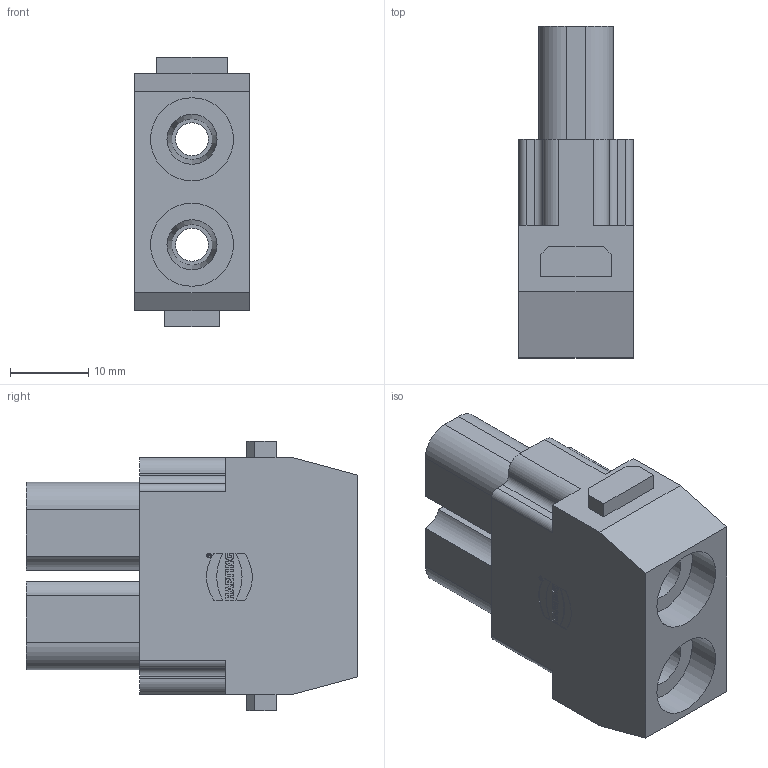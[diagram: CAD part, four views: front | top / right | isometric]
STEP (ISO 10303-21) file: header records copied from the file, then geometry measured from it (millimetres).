
FILE_DESCRIPTION(/* description */ (''),/* implementation_level */ '2;1');
FILE_NAME(/* name */ '100175015ugm000_b.stp',/* time_stamp */ '2017-10-30T15:19:59+01:00',/* author */ (''),/* organization */ (''),/* preprocessor_version */ 'ST-DEVELOPER v16',/* originating_system */ 'SIEMENS PLM Software NX 10.0',/* authorisation */ '');
FILE_SCHEMA (('AUTOMOTIVE_DESIGN { 1 0 10303 214 3 1 1 1 }'));
Length unit declared in the file: millimetre
Products named in the file (1): 100175015ugm000_b
Bounding box: 14.6 x 42.4 x 34.4 mm (x, y, z)
Volume: 11432.7 mm3; surface area: 6162.9 mm2
Topology: 1 solids, 1 shells, 331 faces, 904 edges, 605 vertices
Faces by surface type: plane 294, cylinder 31, bspline 4, cone 2
Full cylindrical faces by diameter (mm): 0.452 x1, 0.591 x1, 4.2 x2, 6.4 x2, 6.6 x2, 7.6 x2, 10.6 x2
Entity records: 10923 total; most frequent: CARTESIAN_POINT 1863, ORIENTED_EDGE 1780, DIRECTION 1602, EDGE_CURVE 890, LINE 818, VECTOR 818, VERTEX_POINT 602, AXIS2_PLACEMENT_3D 392
